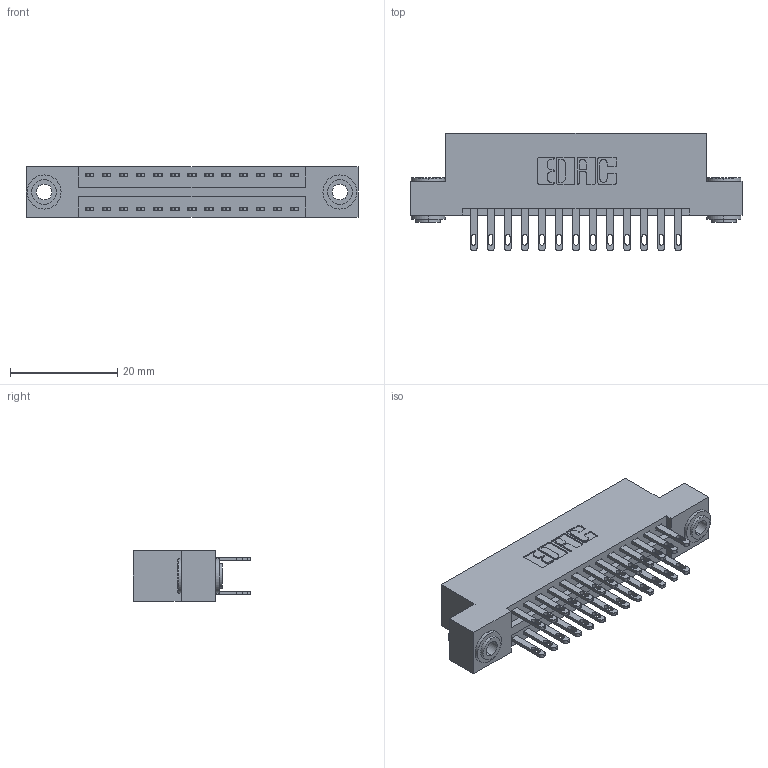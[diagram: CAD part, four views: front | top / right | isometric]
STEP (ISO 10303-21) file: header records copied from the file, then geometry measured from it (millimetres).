
FILE_DESCRIPTION (( 'STEP AP203' ), '1' );
FILE_NAME ('896-026-500-203.STEP', '2021-07-27T17:52:26', ( '' ), ( '' ), 'SwSTEP 2.0', 'SolidWorks 2020', '' );
FILE_SCHEMA (( 'CONFIG_CONTROL_DESIGN' ));
Length unit declared in the file: inch
Products named in the file (4): 345-250-002_345-250-002-102; 896-026-500-203; 345-292-001_345-293-100; 846 Part_Flush Mounting Lugs - 0.156 Dia-TH
Assembly tree (29 placements, depth 2):
  896-026-500-203
    846 Part_Flush Mounting Lugs - 0.156 Dia-TH
    345-292-001_345-293-100  x26
    345-250-002_345-250-002-102  x2
Bounding box: 61.85 x 21.84 x 9.4 mm (x, y, z)
Volume: 5904.7 mm3; surface area: 8146.8 mm2
Topology: 29 solids, 29 shells, 1408 faces, 4227 edges, 2814 vertices
Faces by surface type: plane 840, cylinder 560, cone 8
Entity records: 12968 total; most frequent: CARTESIAN_POINT 2151, ORIENTED_EDGE 2078, DIRECTION 1981, EDGE_CURVE 1039, LINE 827, VECTOR 827, VERTEX_POINT 690, AXIS2_PLACEMENT_3D 577
